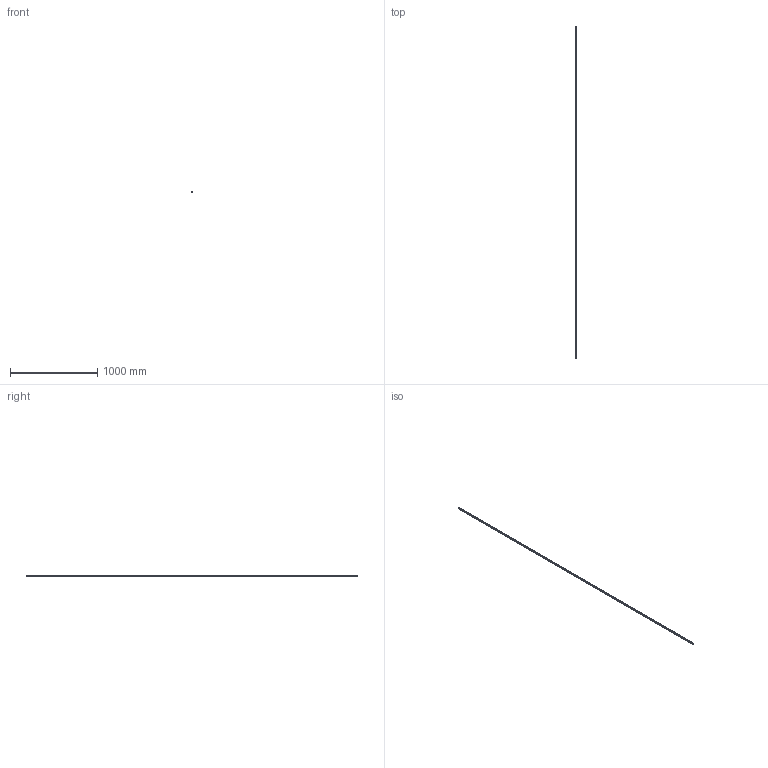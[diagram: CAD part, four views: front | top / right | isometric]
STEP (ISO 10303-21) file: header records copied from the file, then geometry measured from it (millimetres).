
FILE_DESCRIPTION(('STEP AP214'),'1');
FILE_NAME('cctmp_953F261D-F367-4F05-A2A7-87F5ED08DF65_2021_02_02_12_41_16_0528..stp','2021-02-02T11:41:16',('HIWIN GmbH'),('CADClick - www.CADClick.com'),'Spatial InterOp 3D',' ','unknown authorization');
FILE_SCHEMA(('AUTOMOTIVE_DESIGN'));
Length unit declared in the file: millimetre
Products named in the file (1): EGR15U3810C_FILE
Bounding box: 15 x 3810 x 12.5 mm (x, y, z)
Volume: 606775.6 mm3; surface area: 232051.8 mm2
Topology: 1 solids, 1 shells, 743 faces, 1827 edges, 1218 vertices
Faces by surface type: cylinder 402, plane 341
Entity records: 28469 total; most frequent: DIRECTION 4375, CARTESIAN_POINT 3789, ORIENTED_EDGE 3654, EDGE_CURVE 1827, AXIS2_PLACEMENT_3D 1804, VERTEX_POINT 1218, EDGE_LOOP 875, CIRCLE 804
